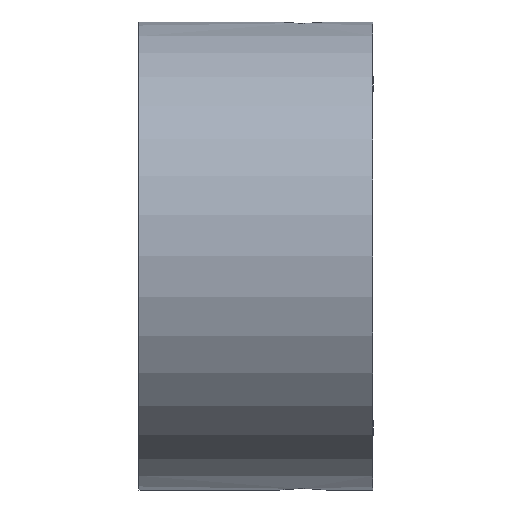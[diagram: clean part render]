
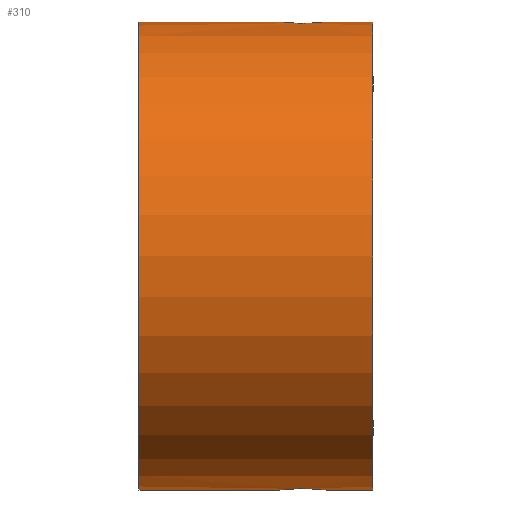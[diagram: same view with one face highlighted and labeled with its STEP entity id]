
A CAD part, left-side view. The second image highlights one B-rep face of the part: STEP entity #310.
In plain terms, the highlighted cylindrical face has radius 15 mm (diameter 30 mm), a full revolution.
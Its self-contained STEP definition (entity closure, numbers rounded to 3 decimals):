
#19=FACE_BOUND('',#52,.T.);
#26=B_SPLINE_CURVE_WITH_KNOTS('',3,(#488,#489,#490,#491,#492,#493,#494,
#495,#496,#497),.UNSPECIFIED.,.F.,.F.,(4,2,2,2,4),(0.,0.057,
0.113,0.17,0.226),.UNSPECIFIED.);
#27=B_SPLINE_CURVE_WITH_KNOTS('',3,(#499,#500,#501,#502,#503,#504,#505,
#506,#507,#508),.UNSPECIFIED.,.F.,.F.,(4,2,2,2,4),(0.679,0.735,
0.792,0.848,0.905),.UNSPECIFIED.);
#28=B_SPLINE_CURVE_WITH_KNOTS('',3,(#510,#511,#512,#513,#514,#515,#516,
#517,#518,#519),.UNSPECIFIED.,.F.,.F.,(4,2,2,2,4),(0.452,0.509,
0.565,0.622,0.679),.UNSPECIFIED.);
#29=B_SPLINE_CURVE_WITH_KNOTS('',3,(#521,#522,#523,#524,#525,#526,#527,
#528,#529,#530),.UNSPECIFIED.,.F.,.F.,(4,2,2,2,4),(0.226,0.283,
0.339,0.396,0.452),.UNSPECIFIED.);
#30=B_SPLINE_CURVE_WITH_KNOTS('',3,(#535,#536,#537,#538,#539,#540,#541,
#542,#543,#544,#545,#546,#547,#548,#549,#550,#551,#552),.UNSPECIFIED.,.F.,
 .F.,(4,2,2,2,2,2,2,2,4),(0.,0.057,0.113,0.17,
0.226,0.283,0.339,0.396,
0.452),.UNSPECIFIED.);
#31=B_SPLINE_CURVE_WITH_KNOTS('',3,(#553,#554,#555,#556,#557,#558,#559,
#560,#561,#562,#563,#564,#565,#566,#567,#568,#569,#570),.UNSPECIFIED.,.F.,
 .F.,(4,2,2,2,2,2,2,2,4),(0.452,0.509,0.565,
0.622,0.679,0.735,0.792,
0.848,0.905),.UNSPECIFIED.);
#36=FACE_OUTER_BOUND('',#51,.T.);
#51=EDGE_LOOP('',(#231,#232,#233,#234,#235,#236,#237,#238,#239,#240));
#52=EDGE_LOOP('',(#241,#242));
#71=CIRCLE('',#348,15.);
#72=CIRCLE('',#349,15.);
#89=LINE('',#574,#107);
#90=LINE('',#576,#108);
#107=VECTOR('',#406,15.);
#108=VECTOR('',#407,15.);
#133=VERTEX_POINT('',#486);
#134=VERTEX_POINT('',#487);
#135=VERTEX_POINT('',#498);
#136=VERTEX_POINT('',#509);
#137=VERTEX_POINT('',#532);
#138=VERTEX_POINT('',#534);
#139=VERTEX_POINT('',#572);
#140=VERTEX_POINT('',#575);
#167=EDGE_CURVE('',#133,#134,#26,.T.);
#168=EDGE_CURVE('',#135,#133,#27,.T.);
#169=EDGE_CURVE('',#136,#135,#28,.T.);
#171=EDGE_CURVE('',#134,#136,#29,.T.);
#173=EDGE_CURVE('',#138,#137,#30,.T.);
#174=EDGE_CURVE('',#137,#138,#31,.T.);
#175=EDGE_CURVE('',#139,#139,#71,.T.);
#176=EDGE_CURVE('',#139,#134,#89,.T.);
#177=EDGE_CURVE('',#135,#140,#90,.T.);
#178=EDGE_CURVE('',#140,#140,#72,.T.);
#231=ORIENTED_EDGE('',*,*,#175,.F.);
#232=ORIENTED_EDGE('',*,*,#176,.T.);
#233=ORIENTED_EDGE('',*,*,#171,.T.);
#234=ORIENTED_EDGE('',*,*,#169,.T.);
#235=ORIENTED_EDGE('',*,*,#177,.T.);
#236=ORIENTED_EDGE('',*,*,#178,.F.);
#237=ORIENTED_EDGE('',*,*,#177,.F.);
#238=ORIENTED_EDGE('',*,*,#168,.T.);
#239=ORIENTED_EDGE('',*,*,#167,.T.);
#240=ORIENTED_EDGE('',*,*,#176,.F.);
#241=ORIENTED_EDGE('',*,*,#173,.T.);
#242=ORIENTED_EDGE('',*,*,#174,.T.);
#299=CYLINDRICAL_SURFACE('',#347,15.);
#310=ADVANCED_FACE('',(#36,#19),#299,.T.);
#347=AXIS2_PLACEMENT_3D('',#571,#402,#403);
#348=AXIS2_PLACEMENT_3D('',#573,#404,#405);
#349=AXIS2_PLACEMENT_3D('',#577,#408,#409);
#402=DIRECTION('center_axis',(0.,1.,0.));
#403=DIRECTION('ref_axis',(0.,0.,1.));
#404=DIRECTION('center_axis',(0.,1.,0.));
#405=DIRECTION('ref_axis',(0.,0.,1.));
#406=DIRECTION('',(0.,-1.,0.));
#407=DIRECTION('',(0.,-1.,0.));
#408=DIRECTION('center_axis',(0.,-1.,0.));
#409=DIRECTION('ref_axis',(0.,0.,1.));
#486=CARTESIAN_POINT('',(1.5,4.5,-14.925));
#487=CARTESIAN_POINT('',(0.,6.,-15.));
#488=CARTESIAN_POINT('Ctrl Pts',(1.5,4.5,-14.925));
#489=CARTESIAN_POINT('Ctrl Pts',(1.5,4.688,-14.925));
#490=CARTESIAN_POINT('Ctrl Pts',(1.462,4.889,-14.929));
#491=CARTESIAN_POINT('Ctrl Pts',(1.309,5.259,-14.943));
#492=CARTESIAN_POINT('Ctrl Pts',(1.194,5.428,-14.953));
#493=CARTESIAN_POINT('Ctrl Pts',(0.928,5.694,-14.972));
#494=CARTESIAN_POINT('Ctrl Pts',(0.759,5.809,-14.982));
#495=CARTESIAN_POINT('Ctrl Pts',(0.389,5.962,-14.996));
#496=CARTESIAN_POINT('Ctrl Pts',(0.188,6.,-15.));
#497=CARTESIAN_POINT('Ctrl Pts',(0.,6.,-15.));
#498=CARTESIAN_POINT('',(0.,3.,-15.));
#499=CARTESIAN_POINT('Ctrl Pts',(0.,3.,-15.));
#500=CARTESIAN_POINT('Ctrl Pts',(0.188,3.,-15.));
#501=CARTESIAN_POINT('Ctrl Pts',(0.389,3.038,-14.996));
#502=CARTESIAN_POINT('Ctrl Pts',(0.759,3.191,-14.982));
#503=CARTESIAN_POINT('Ctrl Pts',(0.928,3.306,-14.972));
#504=CARTESIAN_POINT('Ctrl Pts',(1.194,3.572,-14.953));
#505=CARTESIAN_POINT('Ctrl Pts',(1.309,3.741,-14.943));
#506=CARTESIAN_POINT('Ctrl Pts',(1.462,4.111,-14.929));
#507=CARTESIAN_POINT('Ctrl Pts',(1.5,4.312,-14.925));
#508=CARTESIAN_POINT('Ctrl Pts',(1.5,4.5,-14.925));
#509=CARTESIAN_POINT('',(-1.5,4.5,-14.925));
#510=CARTESIAN_POINT('Ctrl Pts',(-1.5,4.5,-14.925));
#511=CARTESIAN_POINT('Ctrl Pts',(-1.5,4.312,-14.925));
#512=CARTESIAN_POINT('Ctrl Pts',(-1.462,4.111,-14.929));
#513=CARTESIAN_POINT('Ctrl Pts',(-1.309,3.741,-14.943));
#514=CARTESIAN_POINT('Ctrl Pts',(-1.194,3.572,-14.953));
#515=CARTESIAN_POINT('Ctrl Pts',(-0.928,3.306,-14.972));
#516=CARTESIAN_POINT('Ctrl Pts',(-0.759,3.191,-14.982));
#517=CARTESIAN_POINT('Ctrl Pts',(-0.389,3.038,-14.996));
#518=CARTESIAN_POINT('Ctrl Pts',(-0.188,3.,-15.));
#519=CARTESIAN_POINT('Ctrl Pts',(0.,3.,-15.));
#521=CARTESIAN_POINT('Ctrl Pts',(0.,6.,-15.));
#522=CARTESIAN_POINT('Ctrl Pts',(-0.188,6.,-15.));
#523=CARTESIAN_POINT('Ctrl Pts',(-0.389,5.962,-14.996));
#524=CARTESIAN_POINT('Ctrl Pts',(-0.759,5.809,-14.982));
#525=CARTESIAN_POINT('Ctrl Pts',(-0.928,5.694,-14.972));
#526=CARTESIAN_POINT('Ctrl Pts',(-1.194,5.428,-14.953));
#527=CARTESIAN_POINT('Ctrl Pts',(-1.309,5.259,-14.943));
#528=CARTESIAN_POINT('Ctrl Pts',(-1.462,4.889,-14.929));
#529=CARTESIAN_POINT('Ctrl Pts',(-1.5,4.688,-14.925));
#530=CARTESIAN_POINT('Ctrl Pts',(-1.5,4.5,-14.925));
#532=CARTESIAN_POINT('',(-1.5,4.5,14.925));
#534=CARTESIAN_POINT('',(1.5,4.5,14.925));
#535=CARTESIAN_POINT('Ctrl Pts',(1.5,4.5,14.925));
#536=CARTESIAN_POINT('Ctrl Pts',(1.5,4.312,14.925));
#537=CARTESIAN_POINT('Ctrl Pts',(1.462,4.111,14.929));
#538=CARTESIAN_POINT('Ctrl Pts',(1.309,3.741,14.943));
#539=CARTESIAN_POINT('Ctrl Pts',(1.194,3.572,14.953));
#540=CARTESIAN_POINT('Ctrl Pts',(0.928,3.306,14.972));
#541=CARTESIAN_POINT('Ctrl Pts',(0.759,3.191,14.982));
#542=CARTESIAN_POINT('Ctrl Pts',(0.389,3.038,14.996));
#543=CARTESIAN_POINT('Ctrl Pts',(0.188,3.,15.));
#544=CARTESIAN_POINT('Ctrl Pts',(-0.188,3.,15.));
#545=CARTESIAN_POINT('Ctrl Pts',(-0.389,3.038,14.996));
#546=CARTESIAN_POINT('Ctrl Pts',(-0.759,3.191,14.982));
#547=CARTESIAN_POINT('Ctrl Pts',(-0.928,3.306,14.972));
#548=CARTESIAN_POINT('Ctrl Pts',(-1.194,3.572,14.953));
#549=CARTESIAN_POINT('Ctrl Pts',(-1.309,3.741,14.943));
#550=CARTESIAN_POINT('Ctrl Pts',(-1.462,4.111,14.929));
#551=CARTESIAN_POINT('Ctrl Pts',(-1.5,4.312,14.925));
#552=CARTESIAN_POINT('Ctrl Pts',(-1.5,4.5,14.925));
#553=CARTESIAN_POINT('Ctrl Pts',(-1.5,4.5,14.925));
#554=CARTESIAN_POINT('Ctrl Pts',(-1.5,4.688,14.925));
#555=CARTESIAN_POINT('Ctrl Pts',(-1.462,4.889,14.929));
#556=CARTESIAN_POINT('Ctrl Pts',(-1.309,5.259,14.943));
#557=CARTESIAN_POINT('Ctrl Pts',(-1.194,5.428,14.953));
#558=CARTESIAN_POINT('Ctrl Pts',(-0.928,5.694,14.972));
#559=CARTESIAN_POINT('Ctrl Pts',(-0.759,5.809,14.982));
#560=CARTESIAN_POINT('Ctrl Pts',(-0.389,5.962,14.996));
#561=CARTESIAN_POINT('Ctrl Pts',(-0.188,6.,15.));
#562=CARTESIAN_POINT('Ctrl Pts',(0.188,6.,15.));
#563=CARTESIAN_POINT('Ctrl Pts',(0.389,5.962,14.996));
#564=CARTESIAN_POINT('Ctrl Pts',(0.759,5.809,14.982));
#565=CARTESIAN_POINT('Ctrl Pts',(0.928,5.694,14.972));
#566=CARTESIAN_POINT('Ctrl Pts',(1.194,5.428,14.953));
#567=CARTESIAN_POINT('Ctrl Pts',(1.309,5.259,14.943));
#568=CARTESIAN_POINT('Ctrl Pts',(1.462,4.889,14.929));
#569=CARTESIAN_POINT('Ctrl Pts',(1.5,4.688,14.925));
#570=CARTESIAN_POINT('Ctrl Pts',(1.5,4.5,14.925));
#571=CARTESIAN_POINT('Origin',(0.,0.,0.));
#572=CARTESIAN_POINT('',(0.,15.,-15.));
#573=CARTESIAN_POINT('Origin',(0.,15.,0.));
#574=CARTESIAN_POINT('',(0.,0.,-15.));
#575=CARTESIAN_POINT('',(0.,0.,-15.));
#576=CARTESIAN_POINT('',(0.,0.,-15.));
#577=CARTESIAN_POINT('Origin',(0.,0.,0.));
